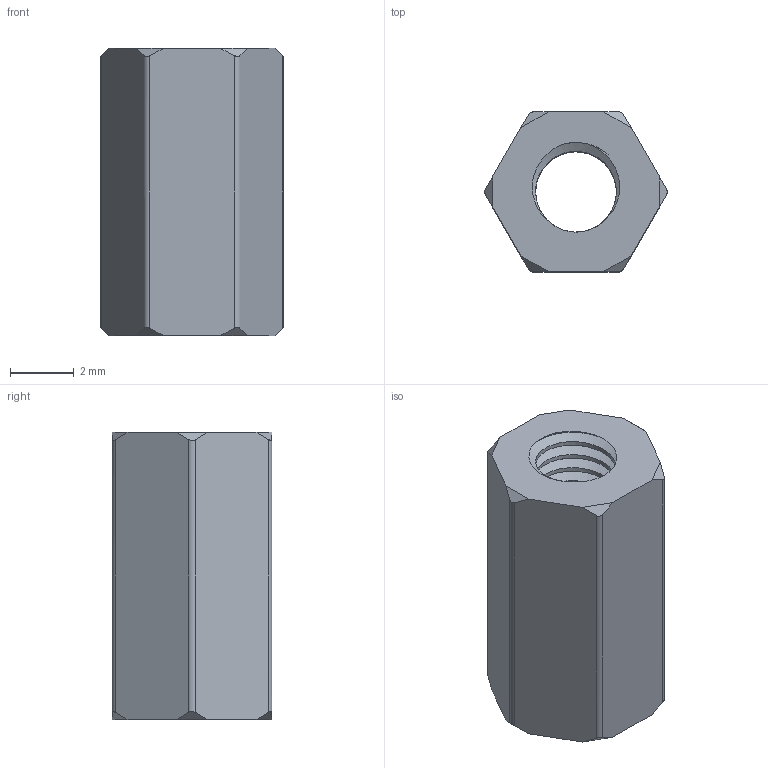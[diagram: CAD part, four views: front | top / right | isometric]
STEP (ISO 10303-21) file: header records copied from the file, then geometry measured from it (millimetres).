
FILE_DESCRIPTION(/* description */ (''),/* implementation_level */ '2;1');
FILE_NAME(/* name */ 'M3x9_Screwed_Spacer_Sleeve_(Standoff).step',/* time_stamp */ '2022-08-23T21:00:44+03:00',/* author */ (''),/* organization */ (''),/* preprocessor_version */ 'ST-DEVELOPER v19',/* originating_system */ 'Autodesk Translation Framework v11.7.0.108',/* authorisation */ '');
FILE_SCHEMA (('AUTOMOTIVE_DESIGN { 1 0 10303 214 3 1 1 }'));
Length unit declared in the file: millimetre
Products named in the file (1): Spacing sleeve TDYSFF M3
Bounding box: 5.71 x 5 x 9 mm (x, y, z)
Volume: 140.7 mm3; surface area: 313.9 mm2
Topology: 1 solids, 1 shells, 68 faces, 198 edges, 132 vertices
Faces by surface type: cylinder 44, plane 20, bspline 4
Full cylindrical faces by diameter (mm): 2.529 x8, 3.086 x4
Entity records: 4679 total; most frequent: CARTESIAN_POINT 3000, ORIENTED_EDGE 396, DIRECTION 258, EDGE_CURVE 198, VERTEX_POINT 132, LINE 96, VECTOR 96, B_SPLINE_CURVE_WITH_KNOTS 86
